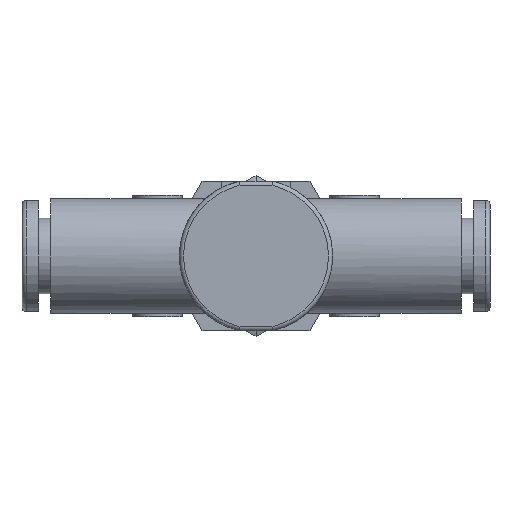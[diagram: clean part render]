
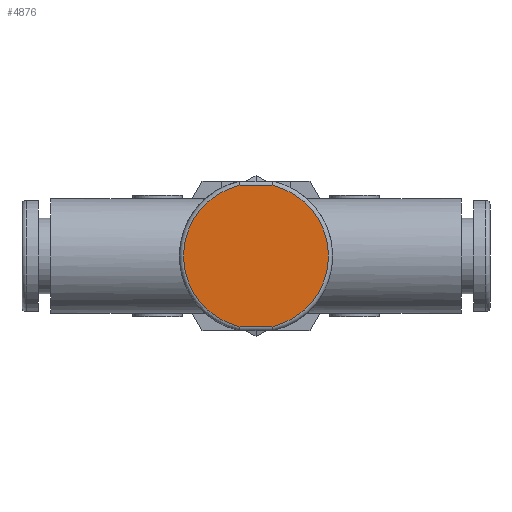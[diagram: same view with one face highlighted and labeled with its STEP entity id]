
A CAD part, front view. The second image highlights one B-rep face of the part: STEP entity #4876.
In plain terms, the highlighted planar face has unit normal (0, -1, 0).
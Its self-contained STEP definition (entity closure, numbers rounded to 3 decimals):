
#57 = DIRECTION ( 'NONE',  ( 0., -1., 0. ) ) ;
#249 = FACE_OUTER_BOUND ( 'NONE', #1618, .T. ) ;
#345 = AXIS2_PLACEMENT_3D ( 'NONE', #2700, #57, #3156 ) ;
#725 = PLANE ( 'NONE',  #2935 ) ;
#1083 = CARTESIAN_POINT ( 'NONE',  ( 0., -8.825, 0. ) ) ;
#1091 = CARTESIAN_POINT ( 'NONE',  ( 0., -8.825, -8.608 ) ) ;
#1170 = EDGE_CURVE ( 'NONE', #5307, #5251, #4875, .T. ) ;
#1178 = CARTESIAN_POINT ( 'NONE',  ( 1.945, -8.825, 8.608 ) ) ;
#1184 = CARTESIAN_POINT ( 'NONE',  ( 0., -8.825, 0. ) ) ;
#1530 = DIRECTION ( 'NONE',  ( 0., 0., 1. ) ) ;
#1535 = DIRECTION ( 'NONE',  ( 1., 0., 0. ) ) ;
#1618 = EDGE_LOOP ( 'NONE', ( #2539, #5452, #2469, #4287 ) ) ;
#1619 = DIRECTION ( 'NONE',  ( 0., 0., 1. ) ) ;
#1723 = CARTESIAN_POINT ( 'NONE',  ( -1.945, -8.825, 8.608 ) ) ;
#1774 = VECTOR ( 'NONE', #3737, 1000. ) ;
#1930 = VECTOR ( 'NONE', #1535, 1000. ) ;
#2202 = EDGE_CURVE ( 'NONE', #2351, #5307, #5646, .T. ) ;
#2351 = VERTEX_POINT ( 'NONE', #2549 ) ;
#2469 = ORIENTED_EDGE ( 'NONE', *, *, #5378, .T. ) ;
#2539 = ORIENTED_EDGE ( 'NONE', *, *, #1170, .T. ) ;
#2549 = CARTESIAN_POINT ( 'NONE',  ( -1.945, -8.825, -8.608 ) ) ;
#2700 = CARTESIAN_POINT ( 'NONE',  ( 0., -8.825, 0. ) ) ;
#2725 = CIRCLE ( 'NONE', #345, 8.825 ) ;
#2846 = CARTESIAN_POINT ( 'NONE',  ( 0., -8.825, 8.608 ) ) ;
#2935 = AXIS2_PLACEMENT_3D ( 'NONE', #1184, #4272, #1619 ) ;
#2943 = LINE ( 'NONE', #2846, #1774 ) ;
#3030 = AXIS2_PLACEMENT_3D ( 'NONE', #1083, #4178, #1530 ) ;
#3094 = CARTESIAN_POINT ( 'NONE',  ( 1.945, -8.825, -8.608 ) ) ;
#3156 = DIRECTION ( 'NONE',  ( 0., 0., 1. ) ) ;
#3737 = DIRECTION ( 'NONE',  ( -1., 0., 0. ) ) ;
#3890 = VERTEX_POINT ( 'NONE', #1723 ) ;
#4178 = DIRECTION ( 'NONE',  ( 0., -1., 0. ) ) ;
#4272 = DIRECTION ( 'NONE',  ( 0., 1., 0. ) ) ;
#4285 = EDGE_CURVE ( 'NONE', #5251, #3890, #2943, .T. ) ;
#4287 = ORIENTED_EDGE ( 'NONE', *, *, #2202, .T. ) ;
#4875 = CIRCLE ( 'NONE', #3030, 8.825 ) ;
#4876 = ADVANCED_FACE ( 'NONE', ( #249 ), #725, .F. ) ;
#5251 = VERTEX_POINT ( 'NONE', #1178 ) ;
#5307 = VERTEX_POINT ( 'NONE', #3094 ) ;
#5378 = EDGE_CURVE ( 'NONE', #3890, #2351, #2725, .T. ) ;
#5452 = ORIENTED_EDGE ( 'NONE', *, *, #4285, .T. ) ;
#5646 = LINE ( 'NONE', #1091, #1930 ) ;
